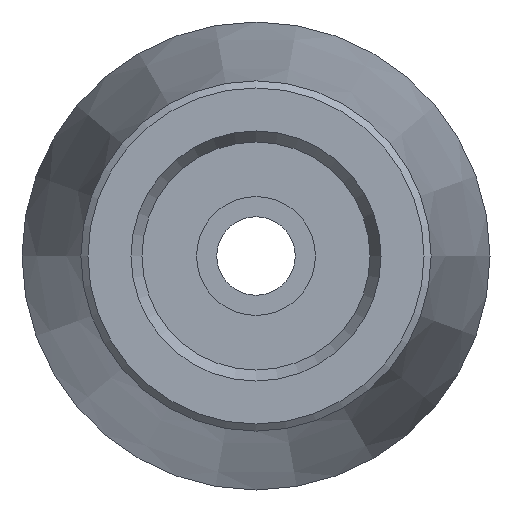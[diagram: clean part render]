
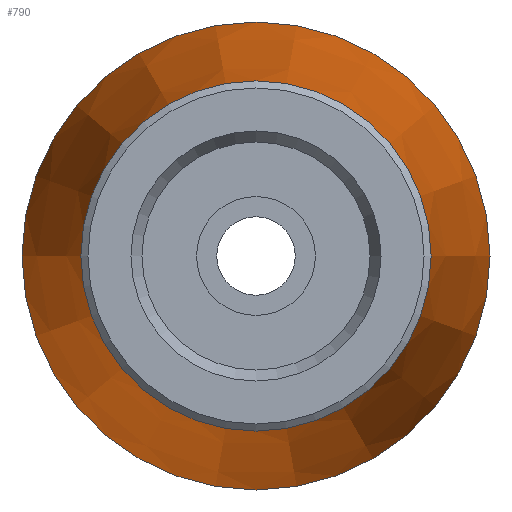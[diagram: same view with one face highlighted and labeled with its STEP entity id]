
A CAD part, left-side view. The second image highlights one B-rep face of the part: STEP entity #790.
In plain terms, the highlighted conical face has half-angle 8 degrees and reference radius 14.167 mm.
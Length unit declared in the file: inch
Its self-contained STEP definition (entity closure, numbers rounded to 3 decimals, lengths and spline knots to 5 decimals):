
#82=CONICAL_SURFACE('',#914,0.55775,0.14);
#127=FACE_OUTER_BOUND('',#196,.T.);
#196=EDGE_LOOP('',(#653,#654,#655,#656));
#248=LINE('',#1395,#286);
#286=VECTOR('',#1142,0.55775);
#340=CIRCLE('',#913,0.638);
#341=CIRCLE('',#915,0.4775);
#404=VERTEX_POINT('',#1390);
#405=VERTEX_POINT('',#1394);
#490=EDGE_CURVE('',#404,#404,#340,.T.);
#492=EDGE_CURVE('',#404,#405,#248,.T.);
#493=EDGE_CURVE('',#405,#405,#341,.T.);
#653=ORIENTED_EDGE('',*,*,#490,.F.);
#654=ORIENTED_EDGE('',*,*,#492,.T.);
#655=ORIENTED_EDGE('',*,*,#493,.T.);
#656=ORIENTED_EDGE('',*,*,#492,.F.);
#790=ADVANCED_FACE('',(#127),#82,.T.);
#913=AXIS2_PLACEMENT_3D('',#1391,#1137,#1138);
#914=AXIS2_PLACEMENT_3D('',#1393,#1140,#1141);
#915=AXIS2_PLACEMENT_3D('',#1396,#1143,#1144);
#1137=DIRECTION('center_axis',(1.,0.,0.));
#1138=DIRECTION('ref_axis',(0.,0.,-1.));
#1140=DIRECTION('center_axis',(1.,0.,0.));
#1141=DIRECTION('ref_axis',(0.,1.,0.));
#1142=DIRECTION('',(-0.99,0.139,0.));
#1143=DIRECTION('center_axis',(1.,0.,0.));
#1144=DIRECTION('ref_axis',(0.,0.,-1.));
#1390=CARTESIAN_POINT('',(1.15885,-0.638,0.));
#1391=CARTESIAN_POINT('Origin',(1.15885,0.,0.));
#1393=CARTESIAN_POINT('Origin',(0.58784,0.,0.));
#1394=CARTESIAN_POINT('',(0.01683,-0.4775,0.));
#1395=CARTESIAN_POINT('',(0.58784,-0.55775,0.));
#1396=CARTESIAN_POINT('Origin',(0.01683,0.,0.));
